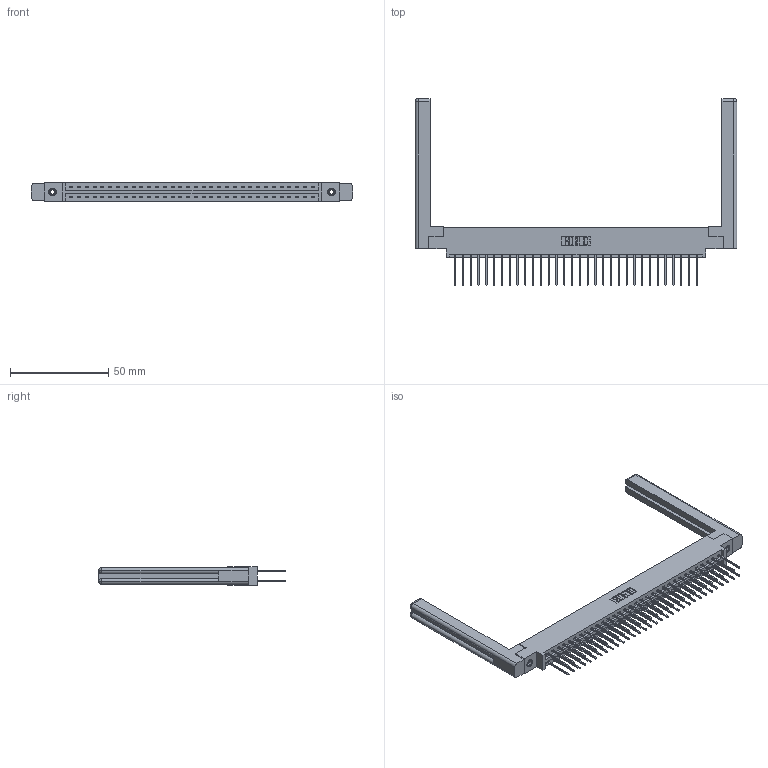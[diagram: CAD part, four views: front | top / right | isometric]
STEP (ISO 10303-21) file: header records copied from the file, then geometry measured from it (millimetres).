
FILE_DESCRIPTION (( 'STEP AP203' ), '1' );
FILE_NAME ('387-064-540-858.STEP', '2019-10-19T16:43:10', ( '' ), ( '' ), 'SwSTEP 2.0', 'SolidWorks 2016', '' );
FILE_SCHEMA (( 'CONFIG_CONTROL_DESIGN' ));
Length unit declared in the file: inch
Products named in the file (5): 307-220-058; 345-292-001_345-293-140; 387-064-540-858; 345-250-001_345-250-001-102; 337 Part_0.170 Offset - 0.156 Dia-TI
Assembly tree (69 placements, depth 2):
  387-064-540-858
    337 Part_0.170 Offset - 0.156 Dia-TI
    345-292-001_345-293-140  x64
    345-250-001_345-250-001-102  x2
    307-220-058  x2
Bounding box: 163.42 x 94.87 x 9.4 mm (x, y, z)
Volume: 24357.2 mm3; surface area: 25718.3 mm2
Topology: 69 solids, 69 shells, 3716 faces, 10981 edges, 7222 vertices
Faces by surface type: plane 2590, cylinder 1102, cone 12, torus 12
Entity records: 28888 total; most frequent: CARTESIAN_POINT 4885, ORIENTED_EDGE 4760, DIRECTION 4188, EDGE_CURVE 2380, VECTOR 2204, LINE 2204, VERTEX_POINT 1578, AXIS2_PLACEMENT_3D 992
